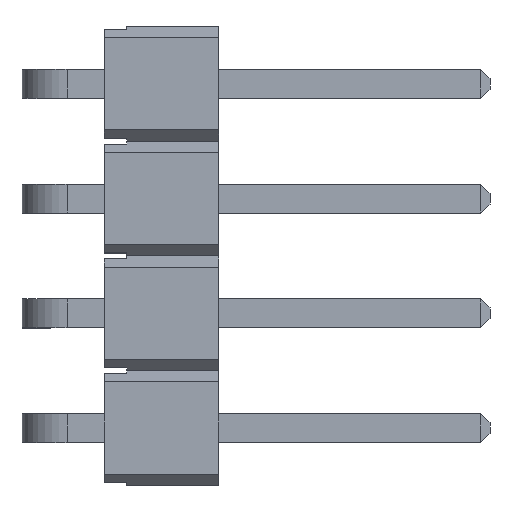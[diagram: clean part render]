
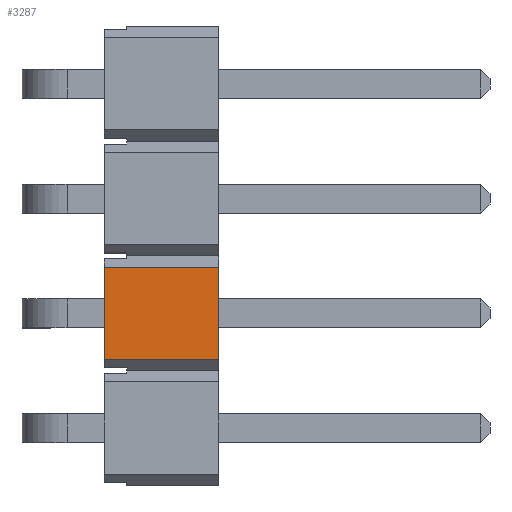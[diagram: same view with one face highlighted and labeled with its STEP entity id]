
A CAD part, top view. The second image highlights one B-rep face of the part: STEP entity #3287.
In plain terms, the highlighted face is planar.
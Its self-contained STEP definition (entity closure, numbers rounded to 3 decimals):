
#316=ORIENTED_EDGE('',*,*,#870,.F.);
#317=ORIENTED_EDGE('',*,*,#871,.T.);
#318=ORIENTED_EDGE('',*,*,#872,.F.);
#319=ORIENTED_EDGE('',*,*,#873,.F.);
#870=EDGE_CURVE('',#1154,#1155,#1400,.T.);
#871=EDGE_CURVE('',#1154,#1156,#1401,.T.);
#872=EDGE_CURVE('',#1157,#1156,#1402,.T.);
#873=EDGE_CURVE('',#1155,#1157,#1403,.T.);
#1154=VERTEX_POINT('',#4454);
#1155=VERTEX_POINT('',#4455);
#1156=VERTEX_POINT('',#4457);
#1157=VERTEX_POINT('',#4459);
#1400=LINE('',#4453,#1718);
#1401=LINE('',#4456,#1719);
#1402=LINE('',#4458,#1720);
#1403=LINE('',#4460,#1721);
#1718=VECTOR('',#3808,1000.);
#1719=VECTOR('',#3809,1000.);
#1720=VECTOR('',#3810,1000.);
#1721=VECTOR('',#3811,1000.);
#1957=EDGE_LOOP('',(#316,#317,#318,#319));
#2097=FACE_BOUND('',#1957,.T.);
#2229=PLANE('',#3442);
#3287=ADVANCED_FACE('',(#2097),#2229,.F.);
#3442=AXIS2_PLACEMENT_3D('',#4452,#3806,#3807);
#3806=DIRECTION('',(0.,1.,0.));
#3807=DIRECTION('',(0.,0.,1.));
#3808=DIRECTION('',(-1.,0.,0.));
#3809=DIRECTION('',(0.,0.,1.));
#3810=DIRECTION('',(1.,0.,0.));
#3811=DIRECTION('',(0.,0.,1.));
#4452=CARTESIAN_POINT('',(0.,-1.27,0.));
#4453=CARTESIAN_POINT('',(5.08,-1.27,-1.27));
#4454=CARTESIAN_POINT('',(2.29,-1.27,-1.27));
#4455=CARTESIAN_POINT('',(0.25,-1.27,-1.27));
#4456=CARTESIAN_POINT('',(2.29,-1.27,-9.506));
#4457=CARTESIAN_POINT('',(2.29,-1.27,1.27));
#4458=CARTESIAN_POINT('',(-5.08,-1.27,1.27));
#4459=CARTESIAN_POINT('',(0.25,-1.27,1.27));
#4460=CARTESIAN_POINT('',(0.25,-1.27,-9.506));
